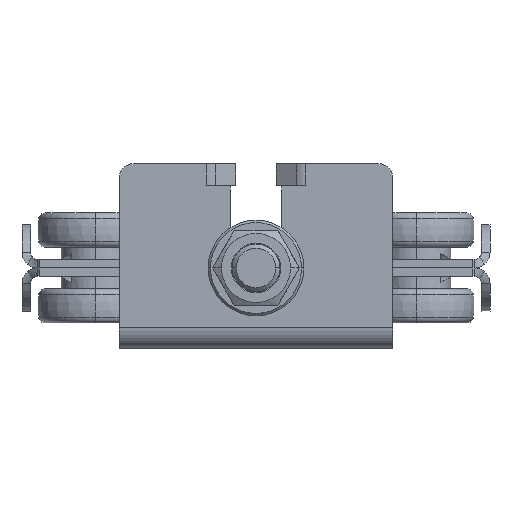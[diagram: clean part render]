
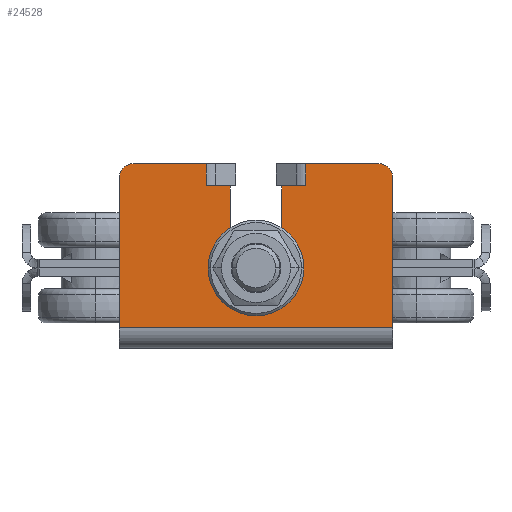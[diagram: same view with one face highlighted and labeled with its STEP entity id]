
A CAD part, front view. The second image highlights one B-rep face of the part: STEP entity #24528.
In plain terms, the highlighted planar face has unit normal (0, -1, 0).
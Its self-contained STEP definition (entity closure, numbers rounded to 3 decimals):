
#737 = EDGE_CURVE ( 'NONE', #7195, #23140, #26988, .T. ) ;
#739 = LINE ( 'NONE', #27299, #13175 ) ;
#903 = CARTESIAN_POINT ( 'NONE',  ( -7.6, -76., -3.2 ) ) ;
#910 = CARTESIAN_POINT ( 'NONE',  ( 36., -76., 30.5 ) ) ;
#1245 = LINE ( 'NONE', #10020, #11113 ) ;
#1258 = ORIENTED_EDGE ( 'NONE', *, *, #14559, .F. ) ;
#1413 = DIRECTION ( 'NONE',  ( 1., 0., 0. ) ) ;
#1812 = VECTOR ( 'NONE', #13053, 1000. ) ;
#1864 = EDGE_CURVE ( 'NONE', #14779, #7195, #26269, .T. ) ;
#1927 = AXIS2_PLACEMENT_3D ( 'NONE', #18014, #15298, #9007 ) ;
#2358 = AXIS2_PLACEMENT_3D ( 'NONE', #23604, #3995, #8756 ) ;
#2702 = EDGE_CURVE ( 'NONE', #28112, #15408, #8072, .T. ) ;
#3123 = CARTESIAN_POINT ( 'NONE',  ( -14.6, -76., 24. ) ) ;
#3214 = CARTESIAN_POINT ( 'NONE',  ( -40., -76., 26.5 ) ) ;
#3512 = DIRECTION ( 'NONE',  ( 0., 0., -1. ) ) ;
#3574 = EDGE_CURVE ( 'NONE', #14779, #9404, #23359, .T. ) ;
#3692 = CARTESIAN_POINT ( 'NONE',  ( 14.6, -76., 24. ) ) ;
#3859 = LINE ( 'NONE', #7873, #24417 ) ;
#3942 = EDGE_CURVE ( 'NONE', #26625, #11043, #3859, .T. ) ;
#3967 = VECTOR ( 'NONE', #16994, 1000. ) ;
#3987 = ORIENTED_EDGE ( 'NONE', *, *, #737, .F. ) ;
#3995 = DIRECTION ( 'NONE',  ( 0., -1., 0. ) ) ;
#4109 = LINE ( 'NONE', #8416, #3967 ) ;
#4298 = VERTEX_POINT ( 'NONE', #23031 ) ;
#4347 = DIRECTION ( 'NONE',  ( 1., 0., 0. ) ) ;
#4999 = CARTESIAN_POINT ( 'NONE',  ( 40., -76., -17.5 ) ) ;
#5349 = ORIENTED_EDGE ( 'NONE', *, *, #9595, .F. ) ;
#5693 = DIRECTION ( 'NONE',  ( 1., 0., 0. ) ) ;
#6428 = DIRECTION ( 'NONE',  ( 0., 0., 1. ) ) ;
#6668 = ORIENTED_EDGE ( 'NONE', *, *, #22492, .T. ) ;
#6716 = EDGE_CURVE ( 'NONE', #6732, #21040, #1245, .T. ) ;
#6732 = VERTEX_POINT ( 'NONE', #17313 ) ;
#6773 = LINE ( 'NONE', #15784, #20988 ) ;
#6883 = CARTESIAN_POINT ( 'NONE',  ( -14.6, -76., 30.5 ) ) ;
#7105 = DIRECTION ( 'NONE',  ( 0., 0., 1. ) ) ;
#7195 = VERTEX_POINT ( 'NONE', #903 ) ;
#7314 = CARTESIAN_POINT ( 'NONE',  ( 40., -76., 26.5 ) ) ;
#7371 = ORIENTED_EDGE ( 'NONE', *, *, #12940, .T. ) ;
#7420 = CARTESIAN_POINT ( 'NONE',  ( 40., -76., 26.5 ) ) ;
#7547 = VECTOR ( 'NONE', #23717, 1000. ) ;
#7873 = CARTESIAN_POINT ( 'NONE',  ( 7.6, -76., 24. ) ) ;
#8047 = LINE ( 'NONE', #18804, #23742 ) ;
#8072 = CIRCLE ( 'NONE', #19065, 4. ) ;
#8185 = CARTESIAN_POINT ( 'NONE',  ( 7.6, -76., -3.2 ) ) ;
#8416 = CARTESIAN_POINT ( 'NONE',  ( 14.6, -76., 24. ) ) ;
#8716 = CARTESIAN_POINT ( 'NONE',  ( -7.6, -76., 24. ) ) ;
#8756 = DIRECTION ( 'NONE',  ( 0., 0., 1. ) ) ;
#9007 = DIRECTION ( 'NONE',  ( 0., 0., -1. ) ) ;
#9404 = VERTEX_POINT ( 'NONE', #3123 ) ;
#9405 = CARTESIAN_POINT ( 'NONE',  ( 36., -76., 26.5 ) ) ;
#9595 = EDGE_CURVE ( 'NONE', #11043, #4298, #4109, .T. ) ;
#9929 = DIRECTION ( 'NONE',  ( 0., 0., 1. ) ) ;
#10020 = CARTESIAN_POINT ( 'NONE',  ( -36., -76., 30.5 ) ) ;
#10396 = ORIENTED_EDGE ( 'NONE', *, *, #20190, .F. ) ;
#10485 = CARTESIAN_POINT ( 'NONE',  ( 14.6, -76., 24.2 ) ) ;
#10590 = VECTOR ( 'NONE', #16307, 1000. ) ;
#10668 = EDGE_CURVE ( 'NONE', #6732, #23388, #15617, .T. ) ;
#11043 = VERTEX_POINT ( 'NONE', #3692 ) ;
#11113 = VECTOR ( 'NONE', #5693, 1000. ) ;
#11197 = VERTEX_POINT ( 'NONE', #24017 ) ;
#11504 = CARTESIAN_POINT ( 'NONE',  ( 14.6, -76., 30.5 ) ) ;
#12236 = DIRECTION ( 'NONE',  ( -1., 0., 0. ) ) ;
#12490 = FACE_OUTER_BOUND ( 'NONE', #17644, .T. ) ;
#12649 = DIRECTION ( 'NONE',  ( 0., 0., 1. ) ) ;
#12940 = EDGE_CURVE ( 'NONE', #23388, #17845, #21155, .T. ) ;
#13053 = DIRECTION ( 'NONE',  ( 0., 0., 1. ) ) ;
#13175 = VECTOR ( 'NONE', #9929, 1000. ) ;
#13815 = VECTOR ( 'NONE', #12649, 1000. ) ;
#13859 = EDGE_CURVE ( 'NONE', #11197, #21040, #739, .T. ) ;
#13892 = CARTESIAN_POINT ( 'NONE',  ( -40., -76., -17.5 ) ) ;
#14559 = EDGE_CURVE ( 'NONE', #25228, #15408, #6773, .T. ) ;
#14733 = ORIENTED_EDGE ( 'NONE', *, *, #6716, .F. ) ;
#14779 = VERTEX_POINT ( 'NONE', #26472 ) ;
#14884 = VERTEX_POINT ( 'NONE', #4999 ) ;
#15298 = DIRECTION ( 'NONE',  ( 0., -1., 0. ) ) ;
#15355 = CARTESIAN_POINT ( 'NONE',  ( -40., -76., 26.5 ) ) ;
#15408 = VERTEX_POINT ( 'NONE', #910 ) ;
#15617 = CIRCLE ( 'NONE', #2358, 4. ) ;
#15784 = CARTESIAN_POINT ( 'NONE',  ( 14.6, -76., 30.5 ) ) ;
#16307 = DIRECTION ( 'NONE',  ( 0., 0., -1. ) ) ;
#16994 = DIRECTION ( 'NONE',  ( 0., 0., 1. ) ) ;
#17313 = CARTESIAN_POINT ( 'NONE',  ( -36., -76., 30.5 ) ) ;
#17644 = EDGE_LOOP ( 'NONE', ( #19684, #27373, #1258, #10396, #5349, #26228, #27898, #3987, #19875, #23948, #6668, #21356, #14733, #25640, #7371, #19986 ) ) ;
#17724 = DIRECTION ( 'NONE',  ( 0., -1., 0. ) ) ;
#17845 = VERTEX_POINT ( 'NONE', #13892 ) ;
#17970 = EDGE_CURVE ( 'NONE', #23140, #26625, #25605, .T. ) ;
#18014 = CARTESIAN_POINT ( 'NONE',  ( 0., -76., -3.2 ) ) ;
#18804 = CARTESIAN_POINT ( 'NONE',  ( -40., -76., -17.5 ) ) ;
#19061 = AXIS2_PLACEMENT_3D ( 'NONE', #25756, #23627, #23485 ) ;
#19065 = AXIS2_PLACEMENT_3D ( 'NONE', #9405, #17724, #7105 ) ;
#19360 = PLANE ( 'NONE',  #19061 ) ;
#19684 = ORIENTED_EDGE ( 'NONE', *, *, #22034, .F. ) ;
#19875 = ORIENTED_EDGE ( 'NONE', *, *, #1864, .F. ) ;
#19986 = ORIENTED_EDGE ( 'NONE', *, *, #20088, .T. ) ;
#20088 = EDGE_CURVE ( 'NONE', #17845, #14884, #8047, .T. ) ;
#20190 = EDGE_CURVE ( 'NONE', #4298, #25228, #21792, .T. ) ;
#20339 = LINE ( 'NONE', #7420, #10590 ) ;
#20840 = CARTESIAN_POINT ( 'NONE',  ( -14.6, -76., 24. ) ) ;
#20988 = VECTOR ( 'NONE', #4347, 1000. ) ;
#21040 = VERTEX_POINT ( 'NONE', #6883 ) ;
#21155 = LINE ( 'NONE', #3214, #23733 ) ;
#21165 = CARTESIAN_POINT ( 'NONE',  ( 7.6, -76., -3.2 ) ) ;
#21356 = ORIENTED_EDGE ( 'NONE', *, *, #13859, .T. ) ;
#21397 = CARTESIAN_POINT ( 'NONE',  ( -7.6, -76., 24. ) ) ;
#21792 = LINE ( 'NONE', #10485, #1812 ) ;
#22034 = EDGE_CURVE ( 'NONE', #28112, #14884, #20339, .T. ) ;
#22492 = EDGE_CURVE ( 'NONE', #9404, #11197, #23770, .T. ) ;
#23031 = CARTESIAN_POINT ( 'NONE',  ( 14.6, -76., 24.2 ) ) ;
#23140 = VERTEX_POINT ( 'NONE', #21165 ) ;
#23359 = LINE ( 'NONE', #21397, #27551 ) ;
#23388 = VERTEX_POINT ( 'NONE', #15355 ) ;
#23485 = DIRECTION ( 'NONE',  ( 0., 0., -1. ) ) ;
#23604 = CARTESIAN_POINT ( 'NONE',  ( -36., -76., 26.5 ) ) ;
#23627 = DIRECTION ( 'NONE',  ( 0., -1., 0. ) ) ;
#23717 = DIRECTION ( 'NONE',  ( 0., 0., -1. ) ) ;
#23733 = VECTOR ( 'NONE', #3512, 1000. ) ;
#23742 = VECTOR ( 'NONE', #25054, 1000. ) ;
#23770 = LINE ( 'NONE', #20840, #13815 ) ;
#23948 = ORIENTED_EDGE ( 'NONE', *, *, #3574, .T. ) ;
#24017 = CARTESIAN_POINT ( 'NONE',  ( -14.6, -76., 24.2 ) ) ;
#24417 = VECTOR ( 'NONE', #1413, 1000. ) ;
#24528 = ADVANCED_FACE ( 'NONE', ( #12490 ), #19360, .T. ) ;
#25054 = DIRECTION ( 'NONE',  ( 1., 0., 0. ) ) ;
#25228 = VERTEX_POINT ( 'NONE', #11504 ) ;
#25605 = LINE ( 'NONE', #8185, #25792 ) ;
#25640 = ORIENTED_EDGE ( 'NONE', *, *, #10668, .T. ) ;
#25756 = CARTESIAN_POINT ( 'NONE',  ( -40., -76., 30.5 ) ) ;
#25792 = VECTOR ( 'NONE', #6428, 1000. ) ;
#26228 = ORIENTED_EDGE ( 'NONE', *, *, #3942, .F. ) ;
#26269 = LINE ( 'NONE', #8716, #7547 ) ;
#26472 = CARTESIAN_POINT ( 'NONE',  ( -7.6, -76., 24. ) ) ;
#26625 = VERTEX_POINT ( 'NONE', #26999 ) ;
#26988 = CIRCLE ( 'NONE', #1927, 7.6 ) ;
#26999 = CARTESIAN_POINT ( 'NONE',  ( 7.6, -76., 24. ) ) ;
#27299 = CARTESIAN_POINT ( 'NONE',  ( -14.6, -76., 24.2 ) ) ;
#27373 = ORIENTED_EDGE ( 'NONE', *, *, #2702, .T. ) ;
#27551 = VECTOR ( 'NONE', #12236, 1000. ) ;
#27898 = ORIENTED_EDGE ( 'NONE', *, *, #17970, .F. ) ;
#28112 = VERTEX_POINT ( 'NONE', #7314 ) ;
